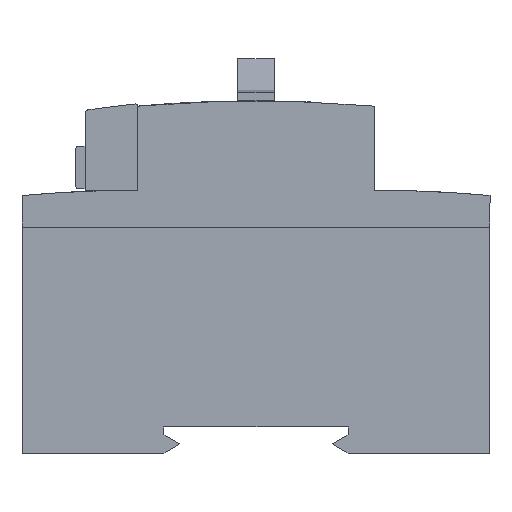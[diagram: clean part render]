
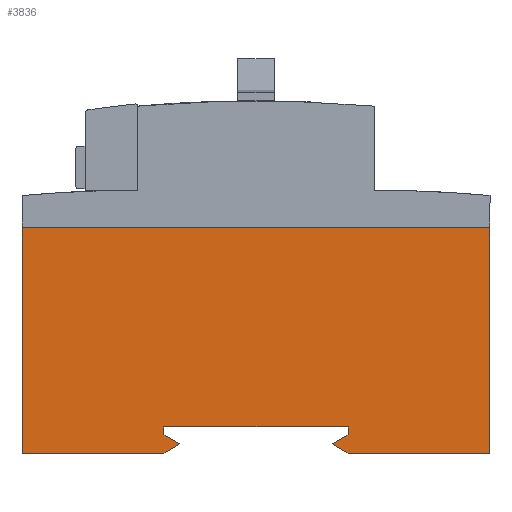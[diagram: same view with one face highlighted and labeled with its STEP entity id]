
A CAD part, left-side view. The second image highlights one B-rep face of the part: STEP entity #3836.
In plain terms, the highlighted planar face has unit normal (-1, 0, 0).
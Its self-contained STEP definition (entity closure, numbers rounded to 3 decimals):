
#3752 = VERTEX_POINT ( 'NONE', #15787 ) ;
#3755 = VERTEX_POINT ( 'NONE', #15785 ) ;
#3797 = EDGE_CURVE ( 'NONE', #3798, #3755, #15799, .T. ) ;
#3798 = VERTEX_POINT ( 'NONE', #15795 ) ;
#3816 = EDGE_CURVE ( 'NONE', #3755, #3752, #15871, .T. ) ;
#3822 = VERTEX_POINT ( 'NONE', #15858 ) ;
#3823 = ORIENTED_EDGE ( 'NONE', *, *, #3882, .F. ) ;
#3824 = VERTEX_POINT ( 'NONE', #15910 ) ;
#3836 = ADVANCED_FACE ( 'NONE', ( #15894 ), #15938, .T. ) ;
#3837 = EDGE_LOOP ( 'NONE', ( #3897, #3900, #3901, #3902, #3903, #3906, #3823, #3883, #3886, #3889, #3892, #3895 ) ) ;
#3855 = VERTEX_POINT ( 'NONE', #15963 ) ;
#3860 = EDGE_CURVE ( 'NONE', #3798, #3855, #15957, .T. ) ;
#3871 = EDGE_CURVE ( 'NONE', #3899, #3894, #16017, .T. ) ;
#3882 = EDGE_CURVE ( 'NONE', #3824, #3822, #16076, .T. ) ;
#3883 = ORIENTED_EDGE ( 'NONE', *, *, #3884, .F. ) ;
#3884 = EDGE_CURVE ( 'NONE', #3885, #3824, #16072, .T. ) ;
#3885 = VERTEX_POINT ( 'NONE', #16068 ) ;
#3886 = ORIENTED_EDGE ( 'NONE', *, *, #3887, .F. ) ;
#3887 = EDGE_CURVE ( 'NONE', #3888, #3885, #16067, .T. ) ;
#3888 = VERTEX_POINT ( 'NONE', #16063 ) ;
#3889 = ORIENTED_EDGE ( 'NONE', *, *, #3890, .F. ) ;
#3890 = EDGE_CURVE ( 'NONE', #3891, #3888, #16062, .T. ) ;
#3891 = VERTEX_POINT ( 'NONE', #16058 ) ;
#3892 = ORIENTED_EDGE ( 'NONE', *, *, #3893, .F. ) ;
#3893 = EDGE_CURVE ( 'NONE', #3894, #3891, #16057, .T. ) ;
#3894 = VERTEX_POINT ( 'NONE', #16053 ) ;
#3895 = ORIENTED_EDGE ( 'NONE', *, *, #3871, .F. ) ;
#3897 = ORIENTED_EDGE ( 'NONE', *, *, #3898, .F. ) ;
#3898 = EDGE_CURVE ( 'NONE', #3855, #3899, #16052, .T. ) ;
#3899 = VERTEX_POINT ( 'NONE', #16107 ) ;
#3900 = ORIENTED_EDGE ( 'NONE', *, *, #3860, .F. ) ;
#3901 = ORIENTED_EDGE ( 'NONE', *, *, #3797, .T. ) ;
#3902 = ORIENTED_EDGE ( 'NONE', *, *, #3816, .T. ) ;
#3903 = ORIENTED_EDGE ( 'NONE', *, *, #3904, .F. ) ;
#3904 = EDGE_CURVE ( 'NONE', #3905, #3752, #16106, .T. ) ;
#3905 = VERTEX_POINT ( 'NONE', #16102 ) ;
#3906 = ORIENTED_EDGE ( 'NONE', *, *, #3907, .F. ) ;
#3907 = EDGE_CURVE ( 'NONE', #3822, #3905, #16100, .T. ) ;
#15785 = CARTESIAN_POINT ( 'NONE',  ( -22.499, 44.499, 43. ) ) ;
#15787 = CARTESIAN_POINT ( 'NONE',  ( -22.499, 44.499, 0. ) ) ;
#15795 = CARTESIAN_POINT ( 'NONE',  ( -22.499, -44.499, 43. ) ) ;
#15796 = DIRECTION ( 'NONE',  ( 0., 1., 0. ) ) ;
#15797 = VECTOR ( 'NONE', #15796, 1000. ) ;
#15798 = CARTESIAN_POINT ( 'NONE',  ( -22.499, -44.499, 43. ) ) ;
#15799 = LINE ( 'NONE', #15798, #15797 ) ;
#15858 = CARTESIAN_POINT ( 'NONE',  ( -22.499, 14.503, 1.75 ) ) ;
#15868 = DIRECTION ( 'NONE',  ( 0., 0., -1. ) ) ;
#15869 = VECTOR ( 'NONE', #15868, 1000. ) ;
#15870 = CARTESIAN_POINT ( 'NONE',  ( -22.499, 44.499, 43. ) ) ;
#15871 = LINE ( 'NONE', #15870, #15869 ) ;
#15894 = FACE_OUTER_BOUND ( 'NONE', #3837, .T. ) ;
#15910 = CARTESIAN_POINT ( 'NONE',  ( -22.499, 17.5, 3.5 ) ) ;
#15934 = DIRECTION ( 'NONE',  ( 0., 0., 1. ) ) ;
#15935 = DIRECTION ( 'NONE',  ( -1., 0., 0. ) ) ;
#15936 = CARTESIAN_POINT ( 'NONE',  ( -22.499, -44.499, 43. ) ) ;
#15937 = AXIS2_PLACEMENT_3D ( 'NONE', #15936, #15935, #15934 ) ;
#15938 = PLANE ( 'NONE',  #15937 ) ;
#15954 = DIRECTION ( 'NONE',  ( 0., 0., -1. ) ) ;
#15955 = VECTOR ( 'NONE', #15954, 1000. ) ;
#15956 = CARTESIAN_POINT ( 'NONE',  ( -22.499, -44.499, 43. ) ) ;
#15957 = LINE ( 'NONE', #15956, #15955 ) ;
#15963 = CARTESIAN_POINT ( 'NONE',  ( -22.499, -44.499, 0. ) ) ;
#16014 = DIRECTION ( 'NONE',  ( 0., 0.864, 0.504 ) ) ;
#16015 = VECTOR ( 'NONE', #16014, 1000. ) ;
#16016 = CARTESIAN_POINT ( 'NONE',  ( -22.499, -17.5, 0. ) ) ;
#16017 = LINE ( 'NONE', #16016, #16015 ) ;
#16052 = LINE ( 'NONE', #16110, #16109 ) ;
#16053 = CARTESIAN_POINT ( 'NONE',  ( -22.499, -14.503, 1.75 ) ) ;
#16054 = DIRECTION ( 'NONE',  ( 0., -0.864, 0.504 ) ) ;
#16055 = VECTOR ( 'NONE', #16054, 1000. ) ;
#16056 = CARTESIAN_POINT ( 'NONE',  ( -22.499, -14.503, 1.75 ) ) ;
#16057 = LINE ( 'NONE', #16056, #16055 ) ;
#16058 = CARTESIAN_POINT ( 'NONE',  ( -22.499, -17.5, 3.5 ) ) ;
#16059 = DIRECTION ( 'NONE',  ( 0., 0., 1. ) ) ;
#16060 = VECTOR ( 'NONE', #16059, 1000. ) ;
#16061 = CARTESIAN_POINT ( 'NONE',  ( -22.499, -17.5, 3.5 ) ) ;
#16062 = LINE ( 'NONE', #16061, #16060 ) ;
#16063 = CARTESIAN_POINT ( 'NONE',  ( -22.499, -17.5, 5. ) ) ;
#16064 = DIRECTION ( 'NONE',  ( 0., 1., 0. ) ) ;
#16065 = VECTOR ( 'NONE', #16064, 1000. ) ;
#16066 = CARTESIAN_POINT ( 'NONE',  ( -22.499, 17.5, 5. ) ) ;
#16067 = LINE ( 'NONE', #16066, #16065 ) ;
#16068 = CARTESIAN_POINT ( 'NONE',  ( -22.499, 17.5, 5. ) ) ;
#16069 = DIRECTION ( 'NONE',  ( 0., 0., -1. ) ) ;
#16070 = VECTOR ( 'NONE', #16069, 1000. ) ;
#16071 = CARTESIAN_POINT ( 'NONE',  ( -22.499, 17.5, 3.5 ) ) ;
#16072 = LINE ( 'NONE', #16071, #16070 ) ;
#16073 = DIRECTION ( 'NONE',  ( 0., -0.864, -0.504 ) ) ;
#16074 = VECTOR ( 'NONE', #16073, 1000. ) ;
#16075 = CARTESIAN_POINT ( 'NONE',  ( -22.499, 14.503, 1.75 ) ) ;
#16076 = LINE ( 'NONE', #16075, #16074 ) ;
#16097 = DIRECTION ( 'NONE',  ( 0., 0.864, -0.504 ) ) ;
#16098 = VECTOR ( 'NONE', #16097, 1000. ) ;
#16099 = CARTESIAN_POINT ( 'NONE',  ( -22.499, 17.5, 0. ) ) ;
#16100 = LINE ( 'NONE', #16099, #16098 ) ;
#16102 = CARTESIAN_POINT ( 'NONE',  ( -22.499, 17.5, 0. ) ) ;
#16103 = DIRECTION ( 'NONE',  ( 0., 1., 0. ) ) ;
#16104 = VECTOR ( 'NONE', #16103, 1000. ) ;
#16105 = CARTESIAN_POINT ( 'NONE',  ( -22.499, -44.499, 0. ) ) ;
#16106 = LINE ( 'NONE', #16105, #16104 ) ;
#16107 = CARTESIAN_POINT ( 'NONE',  ( -22.499, -17.5, 0. ) ) ;
#16108 = DIRECTION ( 'NONE',  ( 0., 1., 0. ) ) ;
#16109 = VECTOR ( 'NONE', #16108, 1000. ) ;
#16110 = CARTESIAN_POINT ( 'NONE',  ( -22.499, -44.499, 0. ) ) ;
